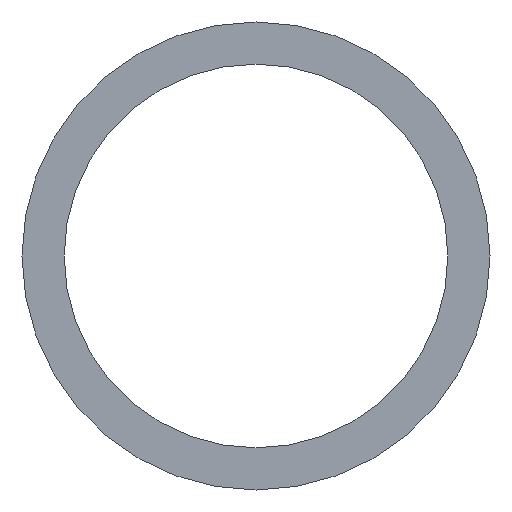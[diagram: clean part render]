
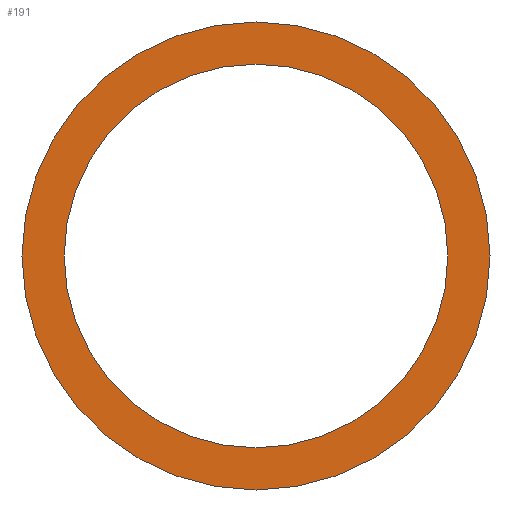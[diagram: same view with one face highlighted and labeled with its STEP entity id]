
A CAD part, front view. The second image highlights one B-rep face of the part: STEP entity #191.
In plain terms, the highlighted planar face has unit normal (0, -1, 0).
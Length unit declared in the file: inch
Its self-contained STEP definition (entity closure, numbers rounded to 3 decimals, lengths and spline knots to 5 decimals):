
#1 = VERTEX_POINT ( 'NONE', #15 ) ;
#12 = ORIENTED_EDGE ( 'NONE', *, *, #189, .T. ) ;
#15 = CARTESIAN_POINT ( 'NONE',  ( 0., 0., 0.49985 ) ) ;
#16 = CIRCLE ( 'NONE', #170, 0.49985 ) ;
#18 = CARTESIAN_POINT ( 'NONE',  ( 0., 0., -0.40985 ) ) ;
#24 = CIRCLE ( 'NONE', #173, 0.40985 ) ;
#26 = DIRECTION ( 'NONE',  ( 0., 1., 0. ) ) ;
#28 = CARTESIAN_POINT ( 'NONE',  ( 0., 0., 0. ) ) ;
#32 = DIRECTION ( 'NONE',  ( 0., 0., 1. ) ) ;
#42 = VERTEX_POINT ( 'NONE', #18 ) ;
#44 = ORIENTED_EDGE ( 'NONE', *, *, #239, .F. ) ;
#63 = DIRECTION ( 'NONE',  ( 0., 1., 0. ) ) ;
#69 = CARTESIAN_POINT ( 'NONE',  ( 0., 0., 0. ) ) ;
#78 = CARTESIAN_POINT ( 'NONE',  ( 0., 0., 0. ) ) ;
#86 = DIRECTION ( 'NONE',  ( 0., 0., 1. ) ) ;
#96 = DIRECTION ( 'NONE',  ( 0., 0., 1. ) ) ;
#108 = DIRECTION ( 'NONE',  ( 0., 1., 0. ) ) ;
#109 = CARTESIAN_POINT ( 'NONE',  ( 0., 0., 0.40985 ) ) ;
#119 = CIRCLE ( 'NONE', #192, 0.49985 ) ;
#127 = CARTESIAN_POINT ( 'NONE',  ( 0., 0., -0.49985 ) ) ;
#129 = PLANE ( 'NONE',  #186 ) ;
#143 = CIRCLE ( 'NONE', #206, 0.40985 ) ;
#146 = FACE_BOUND ( 'NONE', #179, .T. ) ;
#151 = FACE_OUTER_BOUND ( 'NONE', #243, .T. ) ;
#154 = VERTEX_POINT ( 'NONE', #109 ) ;
#156 = ORIENTED_EDGE ( 'NONE', *, *, #230, .F. ) ;
#170 = AXIS2_PLACEMENT_3D ( 'NONE', #28, #63, #96 ) ;
#173 = AXIS2_PLACEMENT_3D ( 'NONE', #187, #221, #245 ) ;
#179 = EDGE_LOOP ( 'NONE', ( #235, #12 ) ) ;
#186 = AXIS2_PLACEMENT_3D ( 'NONE', #69, #108, #86 ) ;
#187 = CARTESIAN_POINT ( 'NONE',  ( 0., 0., 0. ) ) ;
#189 = EDGE_CURVE ( 'NONE', #154, #42, #143, .T. ) ;
#191 = ADVANCED_FACE ( 'NONE', ( #151, #146 ), #129, .F. ) ;
#192 = AXIS2_PLACEMENT_3D ( 'NONE', #78, #26, #234 ) ;
#200 = CARTESIAN_POINT ( 'NONE',  ( 0., 0., 0. ) ) ;
#206 = AXIS2_PLACEMENT_3D ( 'NONE', #200, #219, #32 ) ;
#219 = DIRECTION ( 'NONE',  ( 0., 1., 0. ) ) ;
#221 = DIRECTION ( 'NONE',  ( 0., 1., 0. ) ) ;
#230 = EDGE_CURVE ( 'NONE', #1, #248, #119, .T. ) ;
#234 = DIRECTION ( 'NONE',  ( 0., 0., 1. ) ) ;
#235 = ORIENTED_EDGE ( 'NONE', *, *, #242, .T. ) ;
#239 = EDGE_CURVE ( 'NONE', #248, #1, #16, .T. ) ;
#242 = EDGE_CURVE ( 'NONE', #42, #154, #24, .T. ) ;
#243 = EDGE_LOOP ( 'NONE', ( #44, #156 ) ) ;
#245 = DIRECTION ( 'NONE',  ( 0., 0., 1. ) ) ;
#248 = VERTEX_POINT ( 'NONE', #127 ) ;
